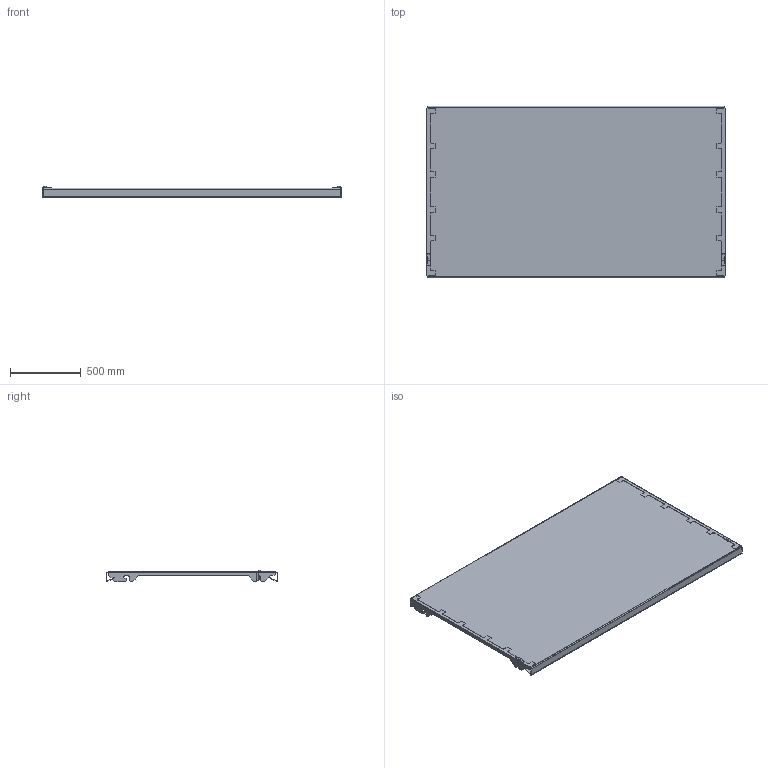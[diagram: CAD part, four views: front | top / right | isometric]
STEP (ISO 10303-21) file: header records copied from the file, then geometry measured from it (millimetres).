
FILE_DESCRIPTION (( 'STEP AP203' ), '1' );
FILE_NAME ('SGS_BL_1200_SET.STEP', '2018-08-15T00:56:23', ( '' ), ( '' ), 'SwSTEP 2.0', 'SolidWorks 2017', '' );
FILE_SCHEMA (( 'CONFIG_CONTROL_DESIGN' ));
Length unit declared in the file: millimetre
Products named in the file (1): SGS_BL_1200_SET
Bounding box: 2108 x 1210 x 79.8 mm (x, y, z)
Volume: 13242403.7 mm3; surface area: 6827158.1 mm2
Topology: 11 solids, 11 shells, 364 faces, 1026 edges, 684 vertices
Faces by surface type: plane 202, cylinder 162
Entity records: 11971 total; most frequent: CARTESIAN_POINT 2167, DIRECTION 2068, ORIENTED_EDGE 2052, EDGE_CURVE 1026, LINE 698, VECTOR 698, AXIS2_PLACEMENT_3D 685, VERTEX_POINT 684
